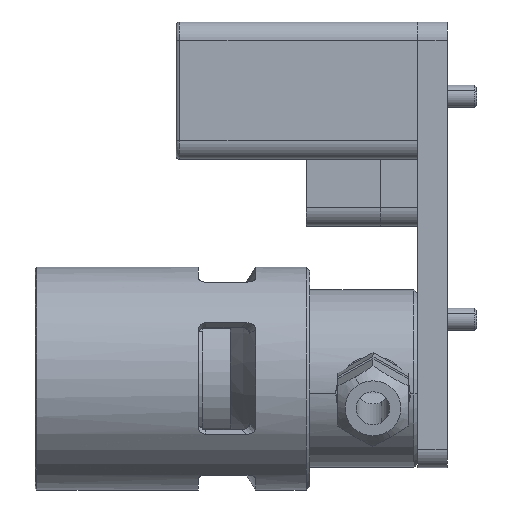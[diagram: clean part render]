
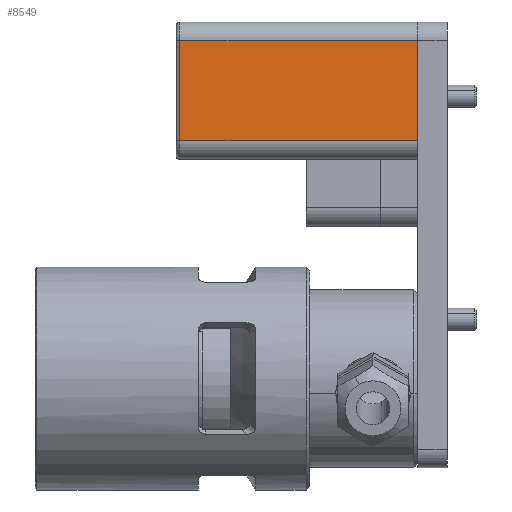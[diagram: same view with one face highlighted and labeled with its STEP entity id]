
A CAD part, left-side view. The second image highlights one B-rep face of the part: STEP entity #8549.
In plain terms, the highlighted planar face has unit normal (-1, 0, 0).
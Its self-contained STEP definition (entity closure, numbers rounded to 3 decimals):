
#647 = VECTOR ( 'NONE', #14205, 1000. ) ;
#1275 = EDGE_CURVE ( 'NONE', #2829, #9417, #8991, .T. ) ;
#1537 = PLANE ( 'NONE',  #5601 ) ;
#2061 = CARTESIAN_POINT ( 'NONE',  ( -48.5, 72., 0. ) ) ;
#2448 = FACE_OUTER_BOUND ( 'NONE', #5700, .T. ) ;
#2829 = VERTEX_POINT ( 'NONE', #12551 ) ;
#3463 = DIRECTION ( 'NONE',  ( 0., 0., -1. ) ) ;
#4104 = LINE ( 'NONE', #2061, #11092 ) ;
#4222 = CARTESIAN_POINT ( 'NONE',  ( -48.5, 72., -5. ) ) ;
#5433 = ORIENTED_EDGE ( 'NONE', *, *, #1275, .T. ) ;
#5601 = AXIS2_PLACEMENT_3D ( 'NONE', #7127, #16892, #8529 ) ;
#5700 = EDGE_LOOP ( 'NONE', ( #12234, #11498, #5433, #10076 ) ) ;
#7127 = CARTESIAN_POINT ( 'NONE',  ( -48.5, 73., 0. ) ) ;
#7358 = CARTESIAN_POINT ( 'NONE',  ( -48.5, 8., 0. ) ) ;
#7623 = VERTEX_POINT ( 'NONE', #17919 ) ;
#8529 = DIRECTION ( 'NONE',  ( 0., 0., -1. ) ) ;
#8549 = ADVANCED_FACE ( 'NONE', ( #2448 ), #1537, .F. ) ;
#8948 = EDGE_CURVE ( 'NONE', #7623, #16874, #13257, .T. ) ;
#8991 = LINE ( 'NONE', #17023, #16398 ) ;
#9417 = VERTEX_POINT ( 'NONE', #9553 ) ;
#9508 = CARTESIAN_POINT ( 'NONE',  ( -48.5, 73., -5. ) ) ;
#9538 = VECTOR ( 'NONE', #13738, 1000. ) ;
#9553 = CARTESIAN_POINT ( 'NONE',  ( -48.5, 8., -32. ) ) ;
#9951 = DIRECTION ( 'NONE',  ( 0., -1., 0. ) ) ;
#10076 = ORIENTED_EDGE ( 'NONE', *, *, #15514, .T. ) ;
#11092 = VECTOR ( 'NONE', #3463, 1000. ) ;
#11498 = ORIENTED_EDGE ( 'NONE', *, *, #16140, .T. ) ;
#11788 = LINE ( 'NONE', #7358, #647 ) ;
#12234 = ORIENTED_EDGE ( 'NONE', *, *, #8948, .T. ) ;
#12551 = CARTESIAN_POINT ( 'NONE',  ( -48.5, 72., -32. ) ) ;
#13257 = LINE ( 'NONE', #9508, #9538 ) ;
#13738 = DIRECTION ( 'NONE',  ( 0., 1., 0. ) ) ;
#14205 = DIRECTION ( 'NONE',  ( 0., 0., 1. ) ) ;
#15514 = EDGE_CURVE ( 'NONE', #9417, #7623, #11788, .T. ) ;
#16140 = EDGE_CURVE ( 'NONE', #16874, #2829, #4104, .T. ) ;
#16398 = VECTOR ( 'NONE', #9951, 1000. ) ;
#16874 = VERTEX_POINT ( 'NONE', #4222 ) ;
#16892 = DIRECTION ( 'NONE',  ( 1., 0., 0. ) ) ;
#17023 = CARTESIAN_POINT ( 'NONE',  ( -48.5, 73., -32. ) ) ;
#17919 = CARTESIAN_POINT ( 'NONE',  ( -48.5, 8., -5. ) ) ;
